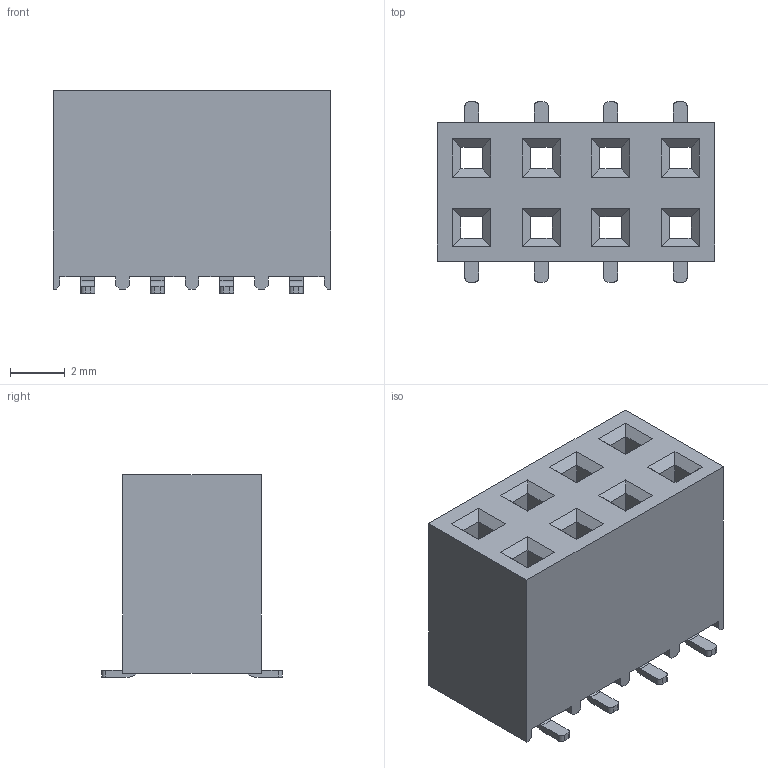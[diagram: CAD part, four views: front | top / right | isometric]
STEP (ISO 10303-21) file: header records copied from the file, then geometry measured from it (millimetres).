
FILE_DESCRIPTION(/* description */ (''),/* implementation_level */ '2;1');
FILE_NAME(/* name */ '963208-2000-XX-XX',/* time_stamp */ '2007-06-18T12:55:11+02:00',/* author */ (''),/* organization */ (''),/* preprocessor_version */ 'ST-DEVELOPER v9',/* originating_system */ 'UGS - NX 4.0',/* authorisation */ '');
FILE_SCHEMA (('AUTOMOTIVE_DESIGN { 1 0 10303 214 1 1 1 1 }'));
Length unit declared in the file: millimetre
Products named in the file (1): 963208-2000-XX-XX
Bounding box: 10.16 x 6.6 x 7.4 mm (x, y, z)
Volume: 282.8 mm3; surface area: 583.8 mm2
Topology: 1 solids, 1 shells, 214 faces, 580 edges, 376 vertices
Faces by surface type: plane 182, cylinder 32
Entity records: 6668 total; most frequent: CARTESIAN_POINT 1171, ORIENTED_EDGE 1160, DIRECTION 1074, EDGE_CURVE 580, LINE 516, VECTOR 516, VERTEX_POINT 376, AXIS2_PLACEMENT_3D 279
